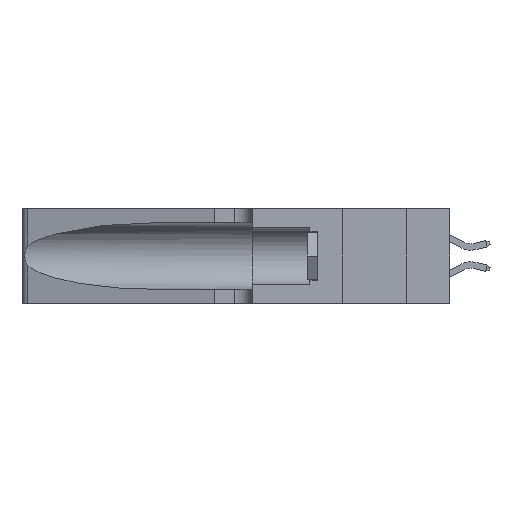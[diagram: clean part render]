
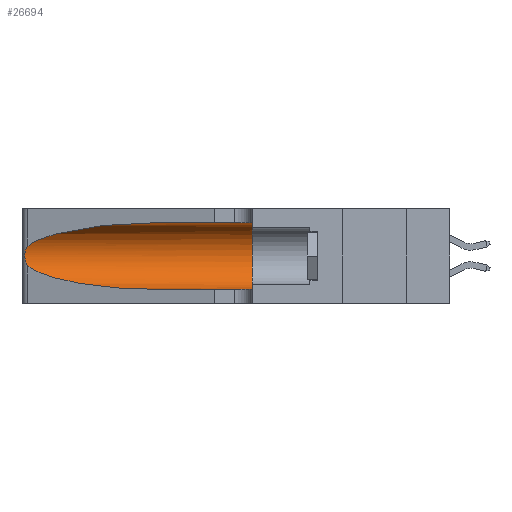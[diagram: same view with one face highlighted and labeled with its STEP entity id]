
A CAD part, left-side view. The second image highlights one B-rep face of the part: STEP entity #26694.
In plain terms, the highlighted cylindrical face has radius 3.308 mm (diameter 6.617 mm), a partial arc.
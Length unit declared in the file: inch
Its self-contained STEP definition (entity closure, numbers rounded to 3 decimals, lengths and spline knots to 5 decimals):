
#192 = CARTESIAN_POINT ( 'NONE',  ( 0.1305, 0.35, 0.185 ) ) ;
#199 = CARTESIAN_POINT ( 'NONE',  ( 0.1305, 1.61858, 0.05475 ) ) ;
#280 = CARTESIAN_POINT ( 'NONE',  ( 0.25487, 1.22718, 0.22369 ) ) ;
#302 = ORIENTED_EDGE ( 'NONE', *, *, #10549, .F. ) ;
#526 = LINE ( 'NONE', #25254, #27333 ) ;
#768 = CARTESIAN_POINT ( 'NONE',  ( 0.18966, 0.96281, 0.31525 ) ) ;
#1855 = CARTESIAN_POINT ( 'NONE',  ( 0.18966, 0.96281, 0.05475 ) ) ;
#2333 = CARTESIAN_POINT ( 'NONE',  ( 0.1305, 1.61858, 0.185 ) ) ;
#2362 = CARTESIAN_POINT ( 'NONE',  ( 0.25487, 1.22718, 0.14631 ) ) ;
#2838 = DIRECTION ( 'NONE',  ( 0., 0., 1. ) ) ;
#3325 = EDGE_CURVE ( 'NONE', #28873, #24664, #12265, .T. ) ;
#3694 =( BOUNDED_CURVE ( )  B_SPLINE_CURVE ( 3, ( #26778, #768, #31919, #16555 ),
 .UNSPECIFIED., .F., .F. ) 
 B_SPLINE_CURVE_WITH_KNOTS ( ( 4, 4 ),
 ( 1.5708, 2.84003 ),
 .UNSPECIFIED. ) 
 CURVE ( )  GEOMETRIC_REPRESENTATION_ITEM ( )  RATIONAL_B_SPLINE_CURVE ( ( 1., 0.87, 0.87, 1. ) ) 
 REPRESENTATION_ITEM ( '' )  );
#3864 = FACE_OUTER_BOUND ( 'NONE', #22511, .T. ) ;
#7417 = VERTEX_POINT ( 'NONE', #18996 ) ;
#7511 = DIRECTION ( 'NONE',  ( 0., 0., -1. ) ) ;
#7539 = CARTESIAN_POINT ( 'NONE',  ( 0.25854, 1.2359, 0.20912 ) ) ;
#8659 = EDGE_CURVE ( 'NONE', #24187, #7417, #10875, .T. ) ;
#9473 = VECTOR ( 'NONE', #18483, 39.37008 ) ;
#9736 = ORIENTED_EDGE ( 'NONE', *, *, #28267, .T. ) ;
#9774 =( BOUNDED_CURVE ( )  B_SPLINE_CURVE ( 3, ( #12274, #14900, #1855, #20123 ),
 .UNSPECIFIED., .F., .F. ) 
 B_SPLINE_CURVE_WITH_KNOTS ( ( 4, 4 ),
 ( 3.44316, 4.71239 ),
 .UNSPECIFIED. ) 
 CURVE ( )  GEOMETRIC_REPRESENTATION_ITEM ( )  RATIONAL_B_SPLINE_CURVE ( ( 1., 0.87, 0.87, 1. ) ) 
 REPRESENTATION_ITEM ( '' )  );
#9781 = ORIENTED_EDGE ( 'NONE', *, *, #8659, .F. ) ;
#10162 = CARTESIAN_POINT ( 'NONE',  ( 0.26075, 1.23896, 0.19203 ) ) ;
#10549 = EDGE_CURVE ( 'NONE', #10797, #24187, #526, .T. ) ;
#10679 = CARTESIAN_POINT ( 'NONE',  ( 0.1305, 0.35, 0.31525 ) ) ;
#10797 = VERTEX_POINT ( 'NONE', #18523 ) ;
#10875 = CIRCLE ( 'NONE', #26507, 0.13025 ) ;
#11268 = VERTEX_POINT ( 'NONE', #18165 ) ;
#12265 = B_SPLINE_CURVE_WITH_KNOTS ( 'NONE', 3,
 ( #22954, #12658, #20501, #23072, #7539, #25638, #10162, #28198, #12771, #30759, #15408, #33349, #18008, #2362 ),
 .UNSPECIFIED., .F., .F.,
 ( 4, 2, 2, 2, 2, 2, 4 ),
 ( 0., 0.00027, 0.00053, 0.00107, 0.0016, 0.00187, 0.00214 ),
 .UNSPECIFIED. ) ;
#12274 = CARTESIAN_POINT ( 'NONE',  ( 0.25487, 1.22718, 0.14631 ) ) ;
#12658 = CARTESIAN_POINT ( 'NONE',  ( 0.25555, 1.22994, 0.2215 ) ) ;
#12771 = CARTESIAN_POINT ( 'NONE',  ( 0.26017, 1.23833, 0.17102 ) ) ;
#14900 = CARTESIAN_POINT ( 'NONE',  ( 0.2373, 1.15595, 0.08982 ) ) ;
#15014 = DIRECTION ( 'NONE',  ( 0., -1., 0. ) ) ;
#15408 = CARTESIAN_POINT ( 'NONE',  ( 0.25789, 1.23486, 0.15765 ) ) ;
#15591 = LINE ( 'NONE', #199, #9473 ) ;
#16016 = AXIS2_PLACEMENT_3D ( 'NONE', #2333, #20582, #7511 ) ;
#16555 = CARTESIAN_POINT ( 'NONE',  ( 0.25487, 1.22718, 0.22369 ) ) ;
#16921 = CYLINDRICAL_SURFACE ( 'NONE', #16016, 0.13025 ) ;
#18008 = CARTESIAN_POINT ( 'NONE',  ( 0.25555, 1.22993, 0.14849 ) ) ;
#18165 = CARTESIAN_POINT ( 'NONE',  ( 0.1305, 0.72297, 0.05475 ) ) ;
#18478 = DIRECTION ( 'NONE',  ( 0., 1., 0. ) ) ;
#18483 = DIRECTION ( 'NONE',  ( 0., -1., 0. ) ) ;
#18523 = CARTESIAN_POINT ( 'NONE',  ( 0.1305, 0.72297, 0.31525 ) ) ;
#18996 = CARTESIAN_POINT ( 'NONE',  ( 0.1305, 0.35, 0.05475 ) ) ;
#20123 = CARTESIAN_POINT ( 'NONE',  ( 0.1305, 0.72297, 0.05475 ) ) ;
#20487 = EDGE_CURVE ( 'NONE', #24664, #11268, #9774, .T. ) ;
#20501 = CARTESIAN_POINT ( 'NONE',  ( 0.25639, 1.23184, 0.21858 ) ) ;
#20582 = DIRECTION ( 'NONE',  ( 0., -1., 0. ) ) ;
#21590 = EDGE_CURVE ( 'NONE', #10797, #28873, #3694, .T. ) ;
#22511 = EDGE_LOOP ( 'NONE', ( #28930, #29717, #27282, #9736, #9781, #302 ) ) ;
#22954 = CARTESIAN_POINT ( 'NONE',  ( 0.25487, 1.22718, 0.22369 ) ) ;
#23072 = CARTESIAN_POINT ( 'NONE',  ( 0.25787, 1.23484, 0.2124 ) ) ;
#24187 = VERTEX_POINT ( 'NONE', #10679 ) ;
#24664 = VERTEX_POINT ( 'NONE', #30451 ) ;
#25254 = CARTESIAN_POINT ( 'NONE',  ( 0.1305, 1.61858, 0.31525 ) ) ;
#25638 = CARTESIAN_POINT ( 'NONE',  ( 0.26018, 1.23835, 0.19895 ) ) ;
#26507 = AXIS2_PLACEMENT_3D ( 'NONE', #192, #18478, #2838 ) ;
#26694 = ADVANCED_FACE ( 'NONE', ( #3864 ), #16921, .F. ) ;
#26778 = CARTESIAN_POINT ( 'NONE',  ( 0.1305, 0.72297, 0.31525 ) ) ;
#27282 = ORIENTED_EDGE ( 'NONE', *, *, #20487, .T. ) ;
#27333 = VECTOR ( 'NONE', #15014, 39.37008 ) ;
#28198 = CARTESIAN_POINT ( 'NONE',  ( 0.26075, 1.23896, 0.178 ) ) ;
#28267 = EDGE_CURVE ( 'NONE', #11268, #7417, #15591, .T. ) ;
#28873 = VERTEX_POINT ( 'NONE', #280 ) ;
#28930 = ORIENTED_EDGE ( 'NONE', *, *, #21590, .T. ) ;
#29717 = ORIENTED_EDGE ( 'NONE', *, *, #3325, .T. ) ;
#30451 = CARTESIAN_POINT ( 'NONE',  ( 0.25487, 1.22718, 0.14631 ) ) ;
#30759 = CARTESIAN_POINT ( 'NONE',  ( 0.25856, 1.23593, 0.16098 ) ) ;
#31919 = CARTESIAN_POINT ( 'NONE',  ( 0.2373, 1.15595, 0.28018 ) ) ;
#33349 = CARTESIAN_POINT ( 'NONE',  ( 0.25639, 1.23186, 0.15144 ) ) ;
